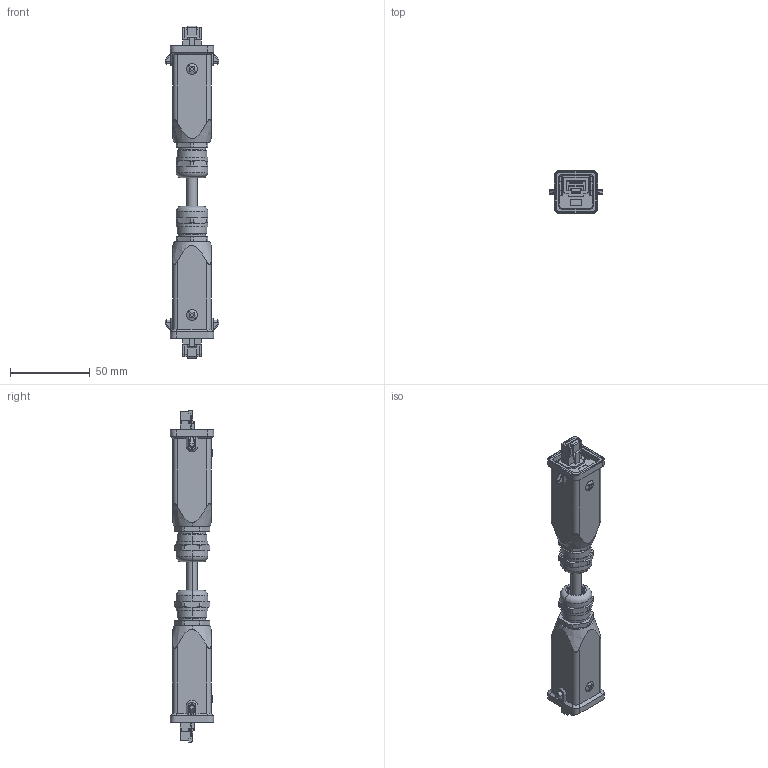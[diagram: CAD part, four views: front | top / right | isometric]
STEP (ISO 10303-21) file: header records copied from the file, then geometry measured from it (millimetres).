
FILE_DESCRIPTION(('Creo Elements/Direct Modeling STEP Export'),'2;1');
FILE_NAME('0ln7uvk4rlnu2q64288','2019-07-11T15:56:22',(''),(''),'Creo Elements/Direct Modeling STEP processor for AP214 (Solid Model)','Creo Elements/Direct Modeling 20.1B 02-Apr-2019 (C) Parametric Technology GmbH','');
FILE_SCHEMA(('AUTOMOTIVE_DESIGN { 1 0 10303 214 1 1 1 1 }'));
Length unit declared in the file: millimetre
Products named in the file (2): CWK 2 J2M8.1
Assembly tree (1 placements, depth 2):
  CWK 2 J2M8.1
    CWK 2 J2M8.1
Bounding box: 33.5 x 27 x 207.8 mm (x, y, z)
Volume: 49208.5 mm3; surface area: 40977.6 mm2
Topology: 3 solids, 7 shells, 1078 faces, 2959 edges, 1915 vertices
Faces by surface type: plane 634, cylinder 282, cone 98, torus 36, sphere 12, bspline 8, extrusion 8
Entity records: 47044 total; most frequent: CARTESIAN_POINT 13153, ORIENTED_EDGE 5942, DIRECTION 5146, EDGE_CURVE 2951, VERTEX_POINT 1915, VECTOR 1914, LINE 1906, AXIS2_PLACEMENT_3D 1616
